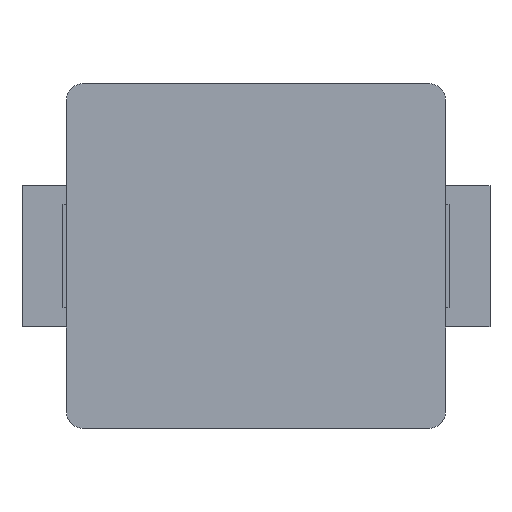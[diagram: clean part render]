
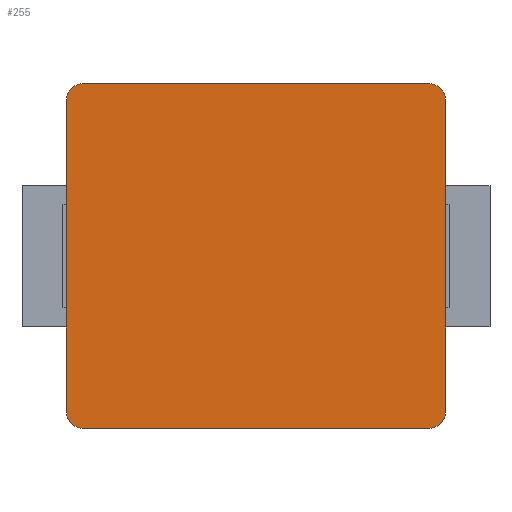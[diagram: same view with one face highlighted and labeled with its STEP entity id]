
A CAD part, top view. The second image highlights one B-rep face of the part: STEP entity #255.
In plain terms, the highlighted planar face has unit normal (0, 0, 1).
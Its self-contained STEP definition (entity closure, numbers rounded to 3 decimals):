
#255=ADVANCED_FACE('',(#331),#295,.T.);
#295=PLANE('',#1020);
#331=FACE_OUTER_BOUND('',#369,.T.);
#369=EDGE_LOOP('',(#419,#420,#421,#422,#423,#424,#425,#426));
#411=CIRCLE('',#1016,0.5);
#412=CIRCLE('',#1017,0.5);
#413=CIRCLE('',#1018,0.5);
#414=CIRCLE('',#1019,0.5);
#419=ORIENTED_EDGE('',*,*,#707,.T.);
#420=ORIENTED_EDGE('',*,*,#708,.T.);
#421=ORIENTED_EDGE('',*,*,#709,.T.);
#422=ORIENTED_EDGE('',*,*,#710,.T.);
#423=ORIENTED_EDGE('',*,*,#711,.T.);
#424=ORIENTED_EDGE('',*,*,#712,.T.);
#425=ORIENTED_EDGE('',*,*,#713,.T.);
#426=ORIENTED_EDGE('',*,*,#714,.T.);
#635=VERTEX_POINT('',#1264);
#636=VERTEX_POINT('',#1265);
#637=VERTEX_POINT('',#1267);
#638=VERTEX_POINT('',#1269);
#639=VERTEX_POINT('',#1271);
#640=VERTEX_POINT('',#1273);
#641=VERTEX_POINT('',#1275);
#642=VERTEX_POINT('',#1277);
#707=EDGE_CURVE('',#635,#636,#815,.T.);
#708=EDGE_CURVE('',#636,#637,#411,.T.);
#709=EDGE_CURVE('',#637,#638,#816,.T.);
#710=EDGE_CURVE('',#638,#639,#412,.T.);
#711=EDGE_CURVE('',#639,#640,#817,.T.);
#712=EDGE_CURVE('',#640,#641,#413,.T.);
#713=EDGE_CURVE('',#641,#642,#818,.T.);
#714=EDGE_CURVE('',#642,#635,#414,.T.);
#815=LINE('',#1263,#915);
#816=LINE('',#1268,#916);
#817=LINE('',#1272,#917);
#818=LINE('',#1276,#918);
#915=VECTOR('',#1066,1.);
#916=VECTOR('',#1069,1.);
#917=VECTOR('',#1072,1.);
#918=VECTOR('',#1075,1.);
#1016=AXIS2_PLACEMENT_3D('',#1266,#1067,#1068);
#1017=AXIS2_PLACEMENT_3D('',#1270,#1070,#1071);
#1018=AXIS2_PLACEMENT_3D('',#1274,#1073,#1074);
#1019=AXIS2_PLACEMENT_3D('',#1278,#1076,#1077);
#1020=AXIS2_PLACEMENT_3D('',#1279,#1078,#1079);
#1066=DIRECTION('',(-1.,0.,0.));
#1067=DIRECTION('',(0.,0.,1.));
#1068=DIRECTION('',(0.,1.,0.));
#1069=DIRECTION('',(0.,-1.,0.));
#1070=DIRECTION('',(0.,0.,1.));
#1071=DIRECTION('',(-1.,0.,0.));
#1072=DIRECTION('',(1.,0.,0.));
#1073=DIRECTION('',(0.,0.,1.));
#1074=DIRECTION('',(0.,-1.,0.));
#1075=DIRECTION('',(0.,1.,0.));
#1076=DIRECTION('',(0.,0.,1.));
#1077=DIRECTION('',(1.,0.,0.));
#1078=DIRECTION('',(0.,0.,1.));
#1079=DIRECTION('',(-1.,0.,0.));
#1263=CARTESIAN_POINT('',(5.,5.,3.076));
#1264=CARTESIAN_POINT('',(5.,5.,3.076));
#1265=CARTESIAN_POINT('',(-5.,5.,3.076));
#1266=CARTESIAN_POINT('',(-5.,4.5,3.076));
#1267=CARTESIAN_POINT('',(-5.5,4.5,3.076));
#1268=CARTESIAN_POINT('',(-5.5,4.5,3.076));
#1269=CARTESIAN_POINT('',(-5.5,-4.5,3.076));
#1270=CARTESIAN_POINT('',(-5.,-4.5,3.076));
#1271=CARTESIAN_POINT('',(-5.,-5.,3.076));
#1272=CARTESIAN_POINT('',(-5.,-5.,3.076));
#1273=CARTESIAN_POINT('',(5.,-5.,3.076));
#1274=CARTESIAN_POINT('',(5.,-4.5,3.076));
#1275=CARTESIAN_POINT('',(5.5,-4.5,3.076));
#1276=CARTESIAN_POINT('',(5.5,-4.5,3.076));
#1277=CARTESIAN_POINT('',(5.5,4.5,3.076));
#1278=CARTESIAN_POINT('',(5.,4.5,3.076));
#1279=CARTESIAN_POINT('',(0.,0.,3.076));
